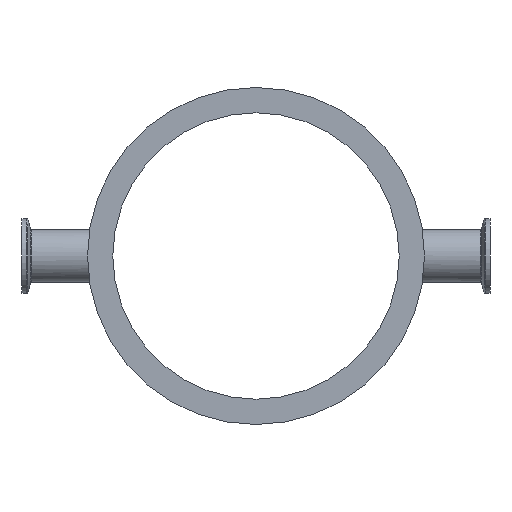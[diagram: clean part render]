
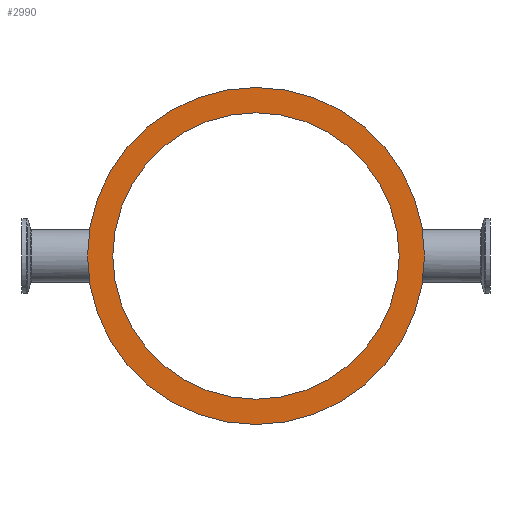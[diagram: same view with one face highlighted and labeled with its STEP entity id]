
A CAD part, left-side view. The second image highlights one B-rep face of the part: STEP entity #2990.
In plain terms, the highlighted planar face has unit normal (-1, 0, 0).
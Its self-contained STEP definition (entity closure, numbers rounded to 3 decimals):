
#45 = CARTESIAN_POINT ( 'NONE',  ( -6., 0., 0. ) ) ;
#327 = CARTESIAN_POINT ( 'NONE',  ( -6., 0., 90. ) ) ;
#365 = DIRECTION ( 'NONE',  ( 0., 0., 1. ) ) ;
#424 = ORIENTED_EDGE ( 'NONE', *, *, #2812, .T. ) ;
#656 = FACE_OUTER_BOUND ( 'NONE', #3869, .T. ) ;
#692 = AXIS2_PLACEMENT_3D ( 'NONE', #2701, #819, #3027 ) ;
#818 = CIRCLE ( 'NONE', #2244, 76.5 ) ;
#819 = DIRECTION ( 'NONE',  ( -1., 0., 0. ) ) ;
#858 = DIRECTION ( 'NONE',  ( 1., 0., 0. ) ) ;
#1091 = CARTESIAN_POINT ( 'NONE',  ( -6., 0., 0. ) ) ;
#1401 = DIRECTION ( 'NONE',  ( 0., 0., 1. ) ) ;
#1420 = DIRECTION ( 'NONE',  ( -1., 0., 0. ) ) ;
#1423 = AXIS2_PLACEMENT_3D ( 'NONE', #45, #2242, #365 ) ;
#1547 = VERTEX_POINT ( 'NONE', #1881 ) ;
#1595 = VERTEX_POINT ( 'NONE', #327 ) ;
#1709 = EDGE_CURVE ( 'NONE', #4016, #1595, #3143, .T. ) ;
#1870 = AXIS2_PLACEMENT_3D ( 'NONE', #3315, #1420, #3627 ) ;
#1881 = CARTESIAN_POINT ( 'NONE',  ( -6., 0., 76.5 ) ) ;
#2090 = EDGE_LOOP ( 'NONE', ( #3759, #2553 ) ) ;
#2242 = DIRECTION ( 'NONE',  ( -1., 0., 0. ) ) ;
#2244 = AXIS2_PLACEMENT_3D ( 'NONE', #1091, #3298, #1401 ) ;
#2436 = FACE_BOUND ( 'NONE', #2090, .T. ) ;
#2553 = ORIENTED_EDGE ( 'NONE', *, *, #2737, .F. ) ;
#2701 = CARTESIAN_POINT ( 'NONE',  ( -6., 0., 0. ) ) ;
#2737 = EDGE_CURVE ( 'NONE', #3487, #1547, #818, .T. ) ;
#2749 = CARTESIAN_POINT ( 'NONE',  ( -6., 76.5, 0. ) ) ;
#2752 = CARTESIAN_POINT ( 'NONE',  ( -6., 0., -76.5 ) ) ;
#2812 = EDGE_CURVE ( 'NONE', #1595, #4016, #3383, .T. ) ;
#2817 = AXIS2_PLACEMENT_3D ( 'NONE', #2749, #858, #3072 ) ;
#2990 = ADVANCED_FACE ( 'NONE', ( #2436, #656 ), #3977, .F. ) ;
#3027 = DIRECTION ( 'NONE',  ( 0., 0., 1. ) ) ;
#3072 = DIRECTION ( 'NONE',  ( 0., 0., -1. ) ) ;
#3143 = CIRCLE ( 'NONE', #1423, 90. ) ;
#3298 = DIRECTION ( 'NONE',  ( -1., 0., 0. ) ) ;
#3315 = CARTESIAN_POINT ( 'NONE',  ( -6., 0., 0. ) ) ;
#3378 = ORIENTED_EDGE ( 'NONE', *, *, #1709, .T. ) ;
#3383 = CIRCLE ( 'NONE', #692, 90. ) ;
#3418 = EDGE_CURVE ( 'NONE', #1547, #3487, #3626, .T. ) ;
#3487 = VERTEX_POINT ( 'NONE', #2752 ) ;
#3626 = CIRCLE ( 'NONE', #1870, 76.5 ) ;
#3627 = DIRECTION ( 'NONE',  ( 0., 0., 1. ) ) ;
#3663 = CARTESIAN_POINT ( 'NONE',  ( -6., 0., -90. ) ) ;
#3759 = ORIENTED_EDGE ( 'NONE', *, *, #3418, .F. ) ;
#3869 = EDGE_LOOP ( 'NONE', ( #424, #3378 ) ) ;
#3977 = PLANE ( 'NONE',  #2817 ) ;
#4016 = VERTEX_POINT ( 'NONE', #3663 ) ;
